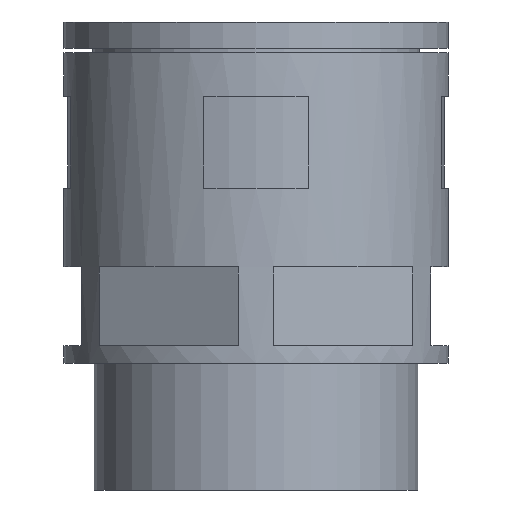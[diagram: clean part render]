
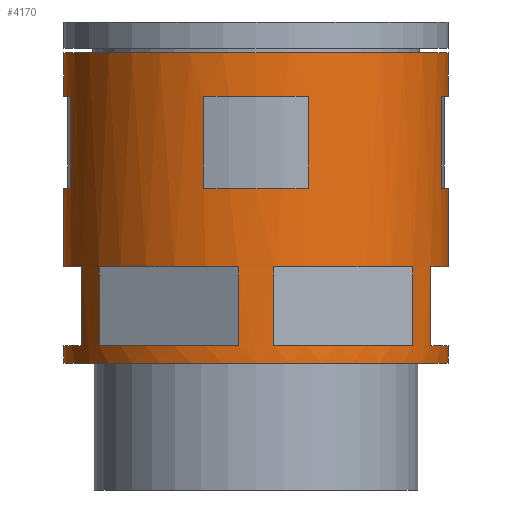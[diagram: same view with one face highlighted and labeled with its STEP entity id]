
A CAD part, left-side view. The second image highlights one B-rep face of the part: STEP entity #4170.
In plain terms, the highlighted cylindrical face has radius 22 mm (diameter 44 mm), a partial arc.
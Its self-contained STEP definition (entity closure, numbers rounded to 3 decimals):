
#1650=CARTESIAN_POINT('',(23.25,0.,0.));
#1660=DIRECTION('',(-1.,0.,0.));
#1670=DIRECTION('',(0.,1.,0.));
#1680=AXIS2_PLACEMENT_3D('',#1650,#1660,#1670);
#1690=CIRCLE('',#1680,22.);
#1700=CARTESIAN_POINT('',(23.25,22.,0.));
#1710=VERTEX_POINT('',#1700);
#1720=CARTESIAN_POINT('',(23.25,-22.,0.));
#1730=VERTEX_POINT('',#1720);
#1760=EDGE_CURVE('',#1730,#1710,#1690,.T.);
#1880=CARTESIAN_POINT('',(5.5,0.,0.));
#1890=DIRECTION('',(1.,0.,0.));
#1900=DIRECTION('',(0.,-1.,0.));
#1910=AXIS2_PLACEMENT_3D('',#1880,#1890,#1900);
#1920=CYLINDRICAL_SURFACE('',#1910,22.);
#1930=CARTESIAN_POINT('',(5.5,-22.,0.));
#1940=DIRECTION('',(1.,0.,0.));
#1950=VECTOR('',#1940,1.);
#1960=LINE('',#1930,#1950);
#1970=CARTESIAN_POINT('',(18.25,-22.,0.));
#1980=VERTEX_POINT('',#1970);
#1990=EDGE_CURVE('',#1980,#1730,#1960,.T.);
#2000=ORIENTED_EDGE('',*,*,#1990,.T.);
#2010=CARTESIAN_POINT('',(18.25,0.,0.));
#2020=DIRECTION('',(1.,0.,0.));
#2030=DIRECTION('',(0.,-1.,0.));
#2040=AXIS2_PLACEMENT_3D('',#2010,#2020,#2030);
#2050=CIRCLE('',#2040,22.);
#2060=CARTESIAN_POINT('',(18.25,-21.166,6.));
#2070=VERTEX_POINT('',#2060);
#2080=EDGE_CURVE('',#2070,#1980,#2050,.T.);
#2090=ORIENTED_EDGE('',*,*,#2080,.T.);
#2100=CARTESIAN_POINT('',(5.5,-21.166,6.));
#2110=DIRECTION('',(1.,0.,0.));
#2120=VECTOR('',#2110,1.);
#2130=LINE('',#2100,#2120);
#2140=CARTESIAN_POINT('',(7.75,-21.166,6.));
#2150=VERTEX_POINT('',#2140);
#2160=EDGE_CURVE('',#2150,#2070,#2130,.T.);
#2170=ORIENTED_EDGE('',*,*,#2160,.T.);
#2180=CARTESIAN_POINT('',(7.75,0.,0.));
#2190=DIRECTION('',(1.,0.,0.));
#2200=DIRECTION('',(0.,-1.,0.));
#2210=AXIS2_PLACEMENT_3D('',#2180,#2190,#2200);
#2220=CIRCLE('',#2210,22.);
#2230=CARTESIAN_POINT('',(7.75,-22.,0.));
#2240=VERTEX_POINT('',#2230);
#2250=EDGE_CURVE('',#2150,#2240,#2220,.T.);
#2260=ORIENTED_EDGE('',*,*,#2250,.F.);
#2270=CARTESIAN_POINT('',(-1.25,-22.,0.));
#2280=VERTEX_POINT('',#2270);
#2290=EDGE_CURVE('',#2280,#2240,#1960,.T.);
#2300=ORIENTED_EDGE('',*,*,#2290,.T.);
#2310=CARTESIAN_POINT('',(-1.25,0.,0.));
#2320=DIRECTION('',(1.,0.,0.));
#2330=DIRECTION('',(0.,-1.,0.));
#2340=AXIS2_PLACEMENT_3D('',#2310,#2320,#2330);
#2350=CIRCLE('',#2340,22.);
#2360=CARTESIAN_POINT('',(-1.25,-19.997,9.173));
#2370=VERTEX_POINT('',#2360);
#2380=EDGE_CURVE('',#2370,#2280,#2350,.T.);
#2390=ORIENTED_EDGE('',*,*,#2380,.T.);
#2400=CARTESIAN_POINT('',(5.5,-19.997,9.173));
#2410=DIRECTION('',(1.,0.,0.));
#2420=VECTOR('',#2410,1.);
#2430=LINE('',#2400,#2420);
#2440=CARTESIAN_POINT('',(-10.25,-19.997,9.173));
#2450=VERTEX_POINT('',#2440);
#2460=EDGE_CURVE('',#2450,#2370,#2430,.T.);
#2470=ORIENTED_EDGE('',*,*,#2460,.T.);
#2480=CARTESIAN_POINT('',(-10.25,0.,0.));
#2490=DIRECTION('',(1.,0.,0.));
#2500=DIRECTION('',(0.,-1.,0.));
#2510=AXIS2_PLACEMENT_3D('',#2480,#2490,#2500);
#2520=CIRCLE('',#2510,22.);
#2530=CARTESIAN_POINT('',(-10.25,-22.,0.));
#2540=VERTEX_POINT('',#2530);
#2550=EDGE_CURVE('',#2450,#2540,#2520,.T.);
#2560=ORIENTED_EDGE('',*,*,#2550,.F.);
#2570=CARTESIAN_POINT('',(-12.25,-22.,0.));
#2580=VERTEX_POINT('',#2570);
#2590=EDGE_CURVE('',#2580,#2540,#1960,.T.);
#2600=ORIENTED_EDGE('',*,*,#2590,.T.);
#2610=CARTESIAN_POINT('',(-12.25,0.,0.));
#2620=DIRECTION('',(-1.,0.,0.));
#2630=DIRECTION('',(0.,1.,0.));
#2640=AXIS2_PLACEMENT_3D('',#2610,#2620,#2630);
#2650=CIRCLE('',#2640,22.);
#2660=CARTESIAN_POINT('',(-12.25,22.,0.));
#2670=VERTEX_POINT('',#2660);
#2680=EDGE_CURVE('',#2580,#2670,#2650,.T.);
#2690=ORIENTED_EDGE('',*,*,#2680,.F.);
#2700=CARTESIAN_POINT('',(5.5,22.,0.));
#2710=DIRECTION('',(1.,0.,0.));
#2720=VECTOR('',#2710,1.);
#2730=LINE('',#2700,#2720);
#2740=CARTESIAN_POINT('',(-10.25,22.,0.));
#2750=VERTEX_POINT('',#2740);
#2760=EDGE_CURVE('',#2670,#2750,#2730,.T.);
#2770=ORIENTED_EDGE('',*,*,#2760,.F.);
#2780=CARTESIAN_POINT('',(-10.25,19.997,9.173));
#2790=VERTEX_POINT('',#2780);
#2800=EDGE_CURVE('',#2750,#2790,#2520,.T.);
#2810=ORIENTED_EDGE('',*,*,#2800,.F.);
#2820=CARTESIAN_POINT('',(5.5,19.997,9.173));
#2830=DIRECTION('',(1.,0.,0.));
#2840=VECTOR('',#2830,1.);
#2850=LINE('',#2820,#2840);
#2860=CARTESIAN_POINT('',(-1.25,19.997,9.173));
#2870=VERTEX_POINT('',#2860);
#2880=EDGE_CURVE('',#2790,#2870,#2850,.T.);
#2890=ORIENTED_EDGE('',*,*,#2880,.F.);
#2900=CARTESIAN_POINT('',(-1.25,22.,0.));
#2910=VERTEX_POINT('',#2900);
#2920=EDGE_CURVE('',#2910,#2870,#2350,.T.);
#2930=ORIENTED_EDGE('',*,*,#2920,.T.);
#2940=CARTESIAN_POINT('',(7.75,22.,0.));
#2950=VERTEX_POINT('',#2940);
#2960=EDGE_CURVE('',#2910,#2950,#2730,.T.);
#2970=ORIENTED_EDGE('',*,*,#2960,.F.);
#2980=CARTESIAN_POINT('',(7.75,0.,0.));
#2990=DIRECTION('',(1.,0.,0.));
#3000=DIRECTION('',(0.,-1.,0.));
#3010=AXIS2_PLACEMENT_3D('',#2980,#2990,#3000);
#3020=CIRCLE('',#3010,22.);
#3030=CARTESIAN_POINT('',(7.75,21.166,6.));
#3040=VERTEX_POINT('',#3030);
#3050=EDGE_CURVE('',#2950,#3040,#3020,.T.);
#3060=ORIENTED_EDGE('',*,*,#3050,.F.);
#3070=CARTESIAN_POINT('',(5.5,21.166,6.));
#3080=DIRECTION('',(1.,0.,0.));
#3090=VECTOR('',#3080,1.);
#3100=LINE('',#3070,#3090);
#3110=CARTESIAN_POINT('',(18.25,21.166,6.));
#3120=VERTEX_POINT('',#3110);
#3130=EDGE_CURVE('',#3040,#3120,#3100,.T.);
#3140=ORIENTED_EDGE('',*,*,#3130,.F.);
#3150=CARTESIAN_POINT('',(18.25,0.,0.));
#3160=DIRECTION('',(1.,0.,0.));
#3170=DIRECTION('',(0.,-1.,0.));
#3180=AXIS2_PLACEMENT_3D('',#3150,#3160,#3170);
#3190=CIRCLE('',#3180,22.);
#3200=CARTESIAN_POINT('',(18.25,22.,0.));
#3210=VERTEX_POINT('',#3200);
#3220=EDGE_CURVE('',#3210,#3120,#3190,.T.);
#3230=ORIENTED_EDGE('',*,*,#3220,.T.);
#3240=EDGE_CURVE('',#3210,#1710,#2730,.T.);
#3250=ORIENTED_EDGE('',*,*,#3240,.F.);
#3260=ORIENTED_EDGE('',*,*,#1760,.T.);
#3270=EDGE_LOOP('',(#3260,#3250,#3230,#3140,#3060,#2970,#2930,#2890,
#2810,#2770,#2690,#2600,#2560,#2470,#2390,#2300,#2260,#2170,#2090,#2000)
);
#3280=FACE_OUTER_BOUND('',#3270,.T.);
#3290=CARTESIAN_POINT('',(5.5,2.054,21.904));
#3300=DIRECTION('',(1.,0.,0.));
#3310=VECTOR('',#3300,1.);
#3320=LINE('',#3290,#3310);
#3330=CARTESIAN_POINT('',(-10.25,2.054,21.904));
#3340=VERTEX_POINT('',#3330);
#3350=CARTESIAN_POINT('',(-1.25,2.054,21.904));
#3360=VERTEX_POINT('',#3350);
#3370=EDGE_CURVE('',#3340,#3360,#3320,.T.);
#3380=ORIENTED_EDGE('',*,*,#3370,.F.);
#3390=CARTESIAN_POINT('',(-1.25,17.942,12.731));
#3400=VERTEX_POINT('',#3390);
#3410=EDGE_CURVE('',#3400,#3360,#2350,.T.);
#3420=ORIENTED_EDGE('',*,*,#3410,.T.);
#3430=CARTESIAN_POINT('',(5.5,17.942,12.731));
#3440=DIRECTION('',(1.,0.,0.));
#3450=VECTOR('',#3440,1.);
#3460=LINE('',#3430,#3450);
#3470=CARTESIAN_POINT('',(-10.25,17.942,12.731));
#3480=VERTEX_POINT('',#3470);
#3490=EDGE_CURVE('',#3480,#3400,#3460,.T.);
#3500=ORIENTED_EDGE('',*,*,#3490,.T.);
#3510=EDGE_CURVE('',#3480,#3340,#2520,.T.);
#3520=ORIENTED_EDGE('',*,*,#3510,.F.);
#3530=EDGE_LOOP('',(#3520,#3500,#3420,#3380));
#3540=FACE_BOUND('',#3530,.T.);
#3550=CARTESIAN_POINT('',(5.5,-17.942,12.731));
#3560=DIRECTION('',(1.,0.,0.));
#3570=VECTOR('',#3560,1.);
#3580=LINE('',#3550,#3570);
#3590=CARTESIAN_POINT('',(-10.25,-17.942,12.731));
#3600=VERTEX_POINT('',#3590);
#3610=CARTESIAN_POINT('',(-1.25,-17.942,12.731));
#3620=VERTEX_POINT('',#3610);
#3630=EDGE_CURVE('',#3600,#3620,#3580,.T.);
#3640=ORIENTED_EDGE('',*,*,#3630,.F.);
#3650=CARTESIAN_POINT('',(-1.25,-2.054,21.904));
#3660=VERTEX_POINT('',#3650);
#3670=EDGE_CURVE('',#3660,#3620,#2350,.T.);
#3680=ORIENTED_EDGE('',*,*,#3670,.T.);
#3690=CARTESIAN_POINT('',(5.5,-2.054,21.904));
#3700=DIRECTION('',(1.,0.,0.));
#3710=VECTOR('',#3700,1.);
#3720=LINE('',#3690,#3710);
#3730=CARTESIAN_POINT('',(-10.25,-2.054,21.904));
#3740=VERTEX_POINT('',#3730);
#3750=EDGE_CURVE('',#3740,#3660,#3720,.T.);
#3760=ORIENTED_EDGE('',*,*,#3750,.T.);
#3770=EDGE_CURVE('',#3740,#3600,#2520,.T.);
#3780=ORIENTED_EDGE('',*,*,#3770,.F.);
#3790=EDGE_LOOP('',(#3780,#3760,#3680,#3640));
#3800=FACE_BOUND('',#3790,.T.);
#3810=CARTESIAN_POINT('',(5.5,6.,21.166));
#3820=DIRECTION('',(1.,0.,0.));
#3830=VECTOR('',#3820,1.);
#3840=LINE('',#3810,#3830);
#3850=CARTESIAN_POINT('',(7.75,6.,21.166));
#3860=VERTEX_POINT('',#3850);
#3870=CARTESIAN_POINT('',(18.25,6.,21.166));
#3880=VERTEX_POINT('',#3870);
#3890=EDGE_CURVE('',#3860,#3880,#3840,.T.);
#3900=ORIENTED_EDGE('',*,*,#3890,.T.);
#3910=CARTESIAN_POINT('',(7.75,0.,0.));
#3920=DIRECTION('',(1.,0.,0.));
#3930=DIRECTION('',(0.,-1.,0.));
#3940=AXIS2_PLACEMENT_3D('',#3910,#3920,#3930);
#3950=CIRCLE('',#3940,22.);
#3960=CARTESIAN_POINT('',(7.75,-6.,21.166));
#3970=VERTEX_POINT('',#3960);
#3980=EDGE_CURVE('',#3860,#3970,#3950,.T.);
#3990=ORIENTED_EDGE('',*,*,#3980,.F.);
#4000=CARTESIAN_POINT('',(5.5,-6.,21.166));
#4010=DIRECTION('',(1.,0.,0.));
#4020=VECTOR('',#4010,1.);
#4030=LINE('',#4000,#4020);
#4040=CARTESIAN_POINT('',(18.25,-6.,21.166));
#4050=VERTEX_POINT('',#4040);
#4060=EDGE_CURVE('',#3970,#4050,#4030,.T.);
#4070=ORIENTED_EDGE('',*,*,#4060,.F.);
#4080=CARTESIAN_POINT('',(18.25,0.,0.));
#4090=DIRECTION('',(1.,0.,0.));
#4100=DIRECTION('',(0.,-1.,0.));
#4110=AXIS2_PLACEMENT_3D('',#4080,#4090,#4100);
#4120=CIRCLE('',#4110,22.);
#4130=EDGE_CURVE('',#3880,#4050,#4120,.T.);
#4140=ORIENTED_EDGE('',*,*,#4130,.T.);
#4150=EDGE_LOOP('',(#4140,#4070,#3990,#3900));
#4160=FACE_BOUND('',#4150,.T.);
#4170=ADVANCED_FACE('',(#3280,#3540,#3800,#4160),#1920,.T.);
